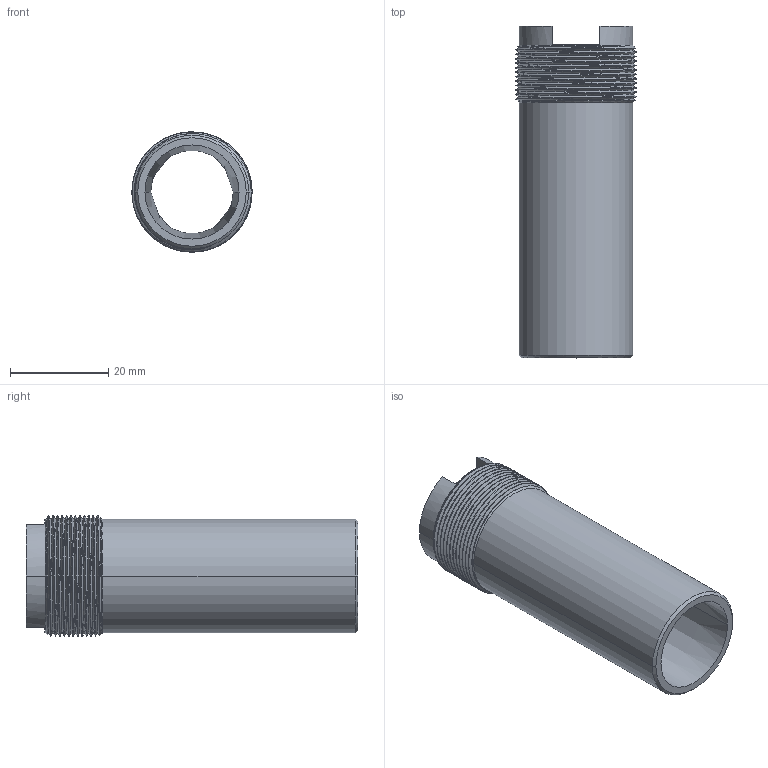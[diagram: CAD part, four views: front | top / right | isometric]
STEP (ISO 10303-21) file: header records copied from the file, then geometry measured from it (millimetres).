
FILE_DESCRIPTION((''),'2;1');
FILE_NAME('G_154777','2011-03-04T',('JCobb1'),(''),'PRO/ENGINEER BY PARAMETRIC TECHNOLOGY CORPORATION, 2010180','PRO/ENGINEER BY PARAMETRIC TECHNOLOGY CORPORATION, 2010180','');
FILE_SCHEMA(('CONFIG_CONTROL_DESIGN'));
Length unit declared in the file: inch
Products named in the file (1): G_154777
Bounding box: 24.49 x 67.61 x 24.49 mm (x, y, z)
Volume: 11237.3 mm3; surface area: 9567.1 mm2
Topology: 1 solids, 1 shells, 62 faces, 162 edges, 101 vertices
Faces by surface type: cylinder 30, bspline 15, plane 9, cone 8
Entity records: 6637 total; most frequent: CARTESIAN_POINT 5249, ORIENTED_EDGE 324, DIRECTION 207, EDGE_CURVE 162, VERTEX_POINT 101, B_SPLINE_CURVE_WITH_KNOTS 75, AXIS2_PLACEMENT_3D 73, EDGE_LOOP 63
